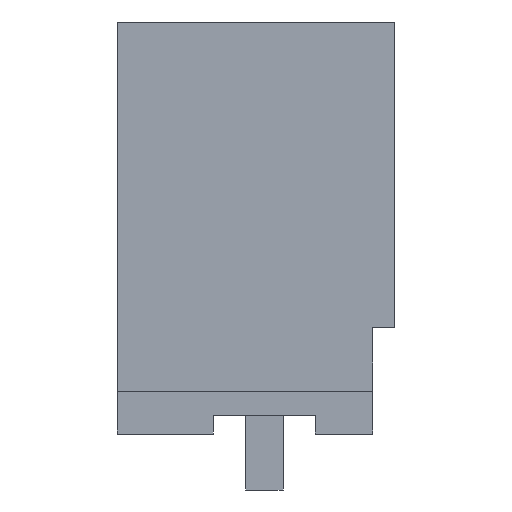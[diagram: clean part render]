
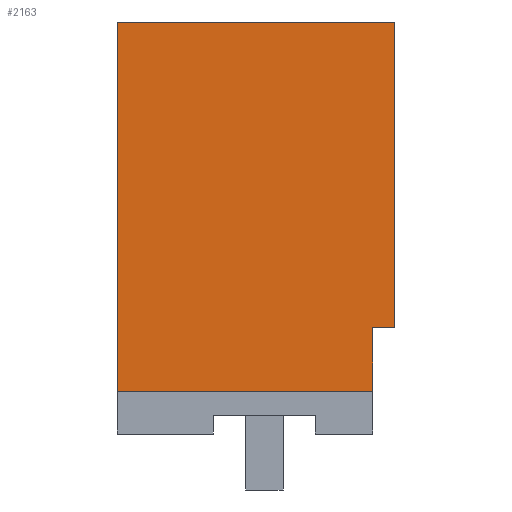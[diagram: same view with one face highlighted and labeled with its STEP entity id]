
A CAD part, left-side view. The second image highlights one B-rep face of the part: STEP entity #2163.
In plain terms, the highlighted planar face has unit normal (-1, 0, 0).
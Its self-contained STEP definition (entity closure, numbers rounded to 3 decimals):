
#2134=AXIS2_PLACEMENT_3D('Plane Axis2P3D',#2131,#2132,#2133) ;
#234=CARTESIAN_POINT('Vertex',(0.,7.45,2.65)) ;
#237=CARTESIAN_POINT('Line Origine',(0.,7.45,7.6)) ;
#241=CARTESIAN_POINT('Vertex',(0.,7.45,12.55)) ;
#1559=CARTESIAN_POINT('Vertex',(0.,0.6,4.35)) ;
#1562=CARTESIAN_POINT('Line Origine',(0.,0.6,3.5)) ;
#1566=CARTESIAN_POINT('Vertex',(0.,0.6,2.65)) ;
#1860=CARTESIAN_POINT('Line Origine',(0.,4.025,2.65)) ;
#2131=CARTESIAN_POINT('Axis2P3D Location',(0.,7.45,12.55)) ;
#2136=CARTESIAN_POINT('Line Origine',(0.,0.,8.45)) ;
#2140=CARTESIAN_POINT('Vertex',(0.,0.,12.55)) ;
#2142=CARTESIAN_POINT('Vertex',(0.,0.,4.35)) ;
#2145=CARTESIAN_POINT('Line Origine',(0.,3.725,12.55)) ;
#2150=CARTESIAN_POINT('Line Origine',(0.,0.3,4.35)) ;
#238=DIRECTION('Vector Direction',(0.,0.,-1.)) ;
#1563=DIRECTION('Vector Direction',(0.,0.,1.)) ;
#1861=DIRECTION('Vector Direction',(0.,-1.,0.)) ;
#2132=DIRECTION('Axis2P3D Direction',(-1.,0.,0.)) ;
#2133=DIRECTION('Axis2P3D XDirection',(0.,0.,1.)) ;
#2137=DIRECTION('Vector Direction',(0.,0.,-1.)) ;
#2146=DIRECTION('Vector Direction',(0.,-1.,0.)) ;
#2151=DIRECTION('Vector Direction',(0.,1.,0.)) ;
#239=VECTOR('Line Direction',#238,1.) ;
#1564=VECTOR('Line Direction',#1563,1.) ;
#1862=VECTOR('Line Direction',#1861,1.) ;
#2138=VECTOR('Line Direction',#2137,1.) ;
#2147=VECTOR('Line Direction',#2146,1.) ;
#2152=VECTOR('Line Direction',#2151,1.) ;
#2156=ORIENTED_EDGE('',*,*,#2144,.F.) ;
#2157=ORIENTED_EDGE('',*,*,#2149,.F.) ;
#2158=ORIENTED_EDGE('',*,*,#243,.T.) ;
#2159=ORIENTED_EDGE('',*,*,#1864,.T.) ;
#2160=ORIENTED_EDGE('',*,*,#1568,.T.) ;
#2161=ORIENTED_EDGE('',*,*,#2154,.F.) ;
#2163=ADVANCED_FACE('HOUSING',(#2162),#2135,.T.) ;
#243=EDGE_CURVE('',#242,#235,#240,.T.) ;
#1568=EDGE_CURVE('',#1567,#1560,#1565,.T.) ;
#1864=EDGE_CURVE('',#235,#1567,#1863,.T.) ;
#2144=EDGE_CURVE('',#2141,#2143,#2139,.T.) ;
#2149=EDGE_CURVE('',#242,#2141,#2148,.T.) ;
#2154=EDGE_CURVE('',#2143,#1560,#2153,.T.) ;
#2155=EDGE_LOOP('',(#2156,#2157,#2158,#2159,#2160,#2161)) ;
#2162=FACE_OUTER_BOUND('',#2155,.T.) ;
#240=LINE('Line',#237,#239) ;
#1565=LINE('Line',#1562,#1564) ;
#1863=LINE('Line',#1860,#1862) ;
#2139=LINE('Line',#2136,#2138) ;
#2148=LINE('Line',#2145,#2147) ;
#2153=LINE('Line',#2150,#2152) ;
#2135=PLANE('',#2134) ;
#235=VERTEX_POINT('',#234) ;
#242=VERTEX_POINT('',#241) ;
#1560=VERTEX_POINT('',#1559) ;
#1567=VERTEX_POINT('',#1566) ;
#2141=VERTEX_POINT('',#2140) ;
#2143=VERTEX_POINT('',#2142) ;
